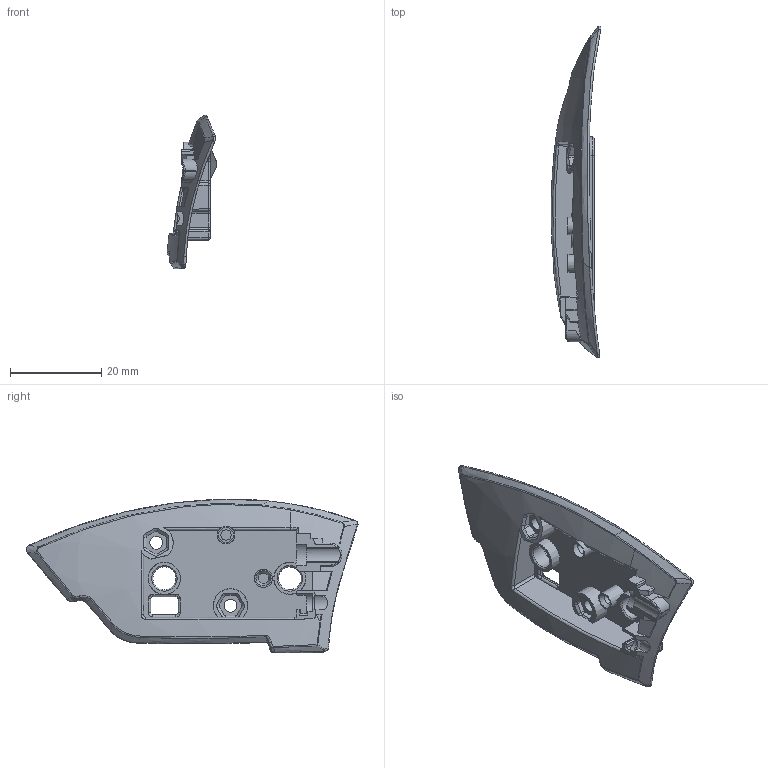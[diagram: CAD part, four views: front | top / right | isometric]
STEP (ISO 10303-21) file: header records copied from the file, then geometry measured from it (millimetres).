
FILE_DESCRIPTION(/* description */ (''),/* implementation_level */ '2;1');
FILE_NAME(/* name */ '4ff5d418-2bdc-4f31-87e2-a1e0359e4e41.stp',/* time_stamp */ '2019-09-01T13:12:12-06:00',/* author */ ('sridharPR5JY'),/* organization */ (''),/* preprocessor_version */ 'ST-DEVELOPER v18',/* originating_system */ 'Autodesk Translation Framework v8.2.0.1029',/* authorisation */ '');
FILE_SCHEMA (('AUTOMOTIVE_DESIGN { 1 0 10303 214 3 1 1 }'));
Length unit declared in the file: millimetre
Products named in the file (1): EAR_INNER
Bounding box: 10.94 x 72.75 x 33.66 mm (x, y, z)
Volume: 3725.3 mm3; surface area: 5519.1 mm2
Topology: 1 solids, 1 shells, 373 faces, 965 edges, 596 vertices
Faces by surface type: bspline 142, plane 108, cylinder 96, cone 15, sphere 8, torus 4
Full cylindrical faces by diameter (mm): 2.3 x2, 2.8 x2, 5 x2
Entity records: 23982 total; most frequent: CARTESIAN_POINT 15728, ORIENTED_EDGE 1926, DIRECTION 1456, EDGE_CURVE 963, VERTEX_POINT 596, AXIS2_PLACEMENT_3D 561, EDGE_LOOP 387, FACE_OUTER_BOUND 373
